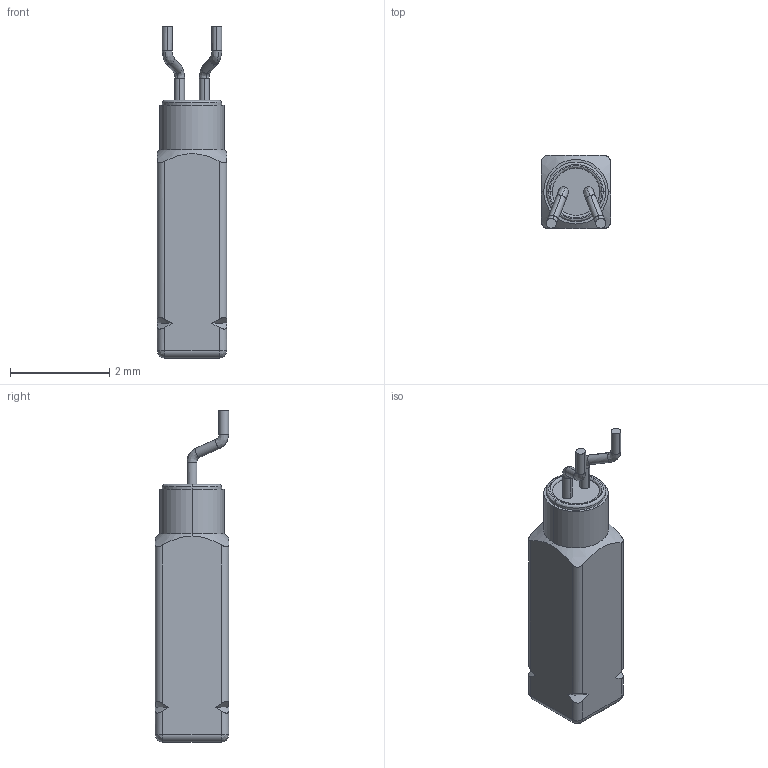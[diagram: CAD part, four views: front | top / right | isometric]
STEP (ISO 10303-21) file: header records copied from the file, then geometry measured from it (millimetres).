
FILE_DESCRIPTION (( 'STEP AP214' ), '1' );
FILE_NAME ('MS3V-T1R.STEP', '2022-06-28T20:12:07', ( '' ), ( '' ), 'SwSTEP 2.0', 'SolidWorks 2017', '' );
FILE_SCHEMA (( 'AUTOMOTIVE_DESIGN' ));
Length unit declared in the file: millimetre
Products named in the file (1): MS3V-T1R
Bounding box: 1.4 x 1.48 x 6.7 mm (x, y, z)
Volume: 9.9 mm3; surface area: 35.6 mm2
Topology: 5 solids, 5 shells, 72 faces, 172 edges, 106 vertices
Faces by surface type: cylinder 32, bspline 16, plane 14, cone 10
Entity records: 2552 total; most frequent: CARTESIAN_POINT 897, ORIENTED_EDGE 336, DIRECTION 328, EDGE_CURVE 168, AXIS2_PLACEMENT_3D 141, VERTEX_POINT 106, CIRCLE 84, EDGE_LOOP 74
